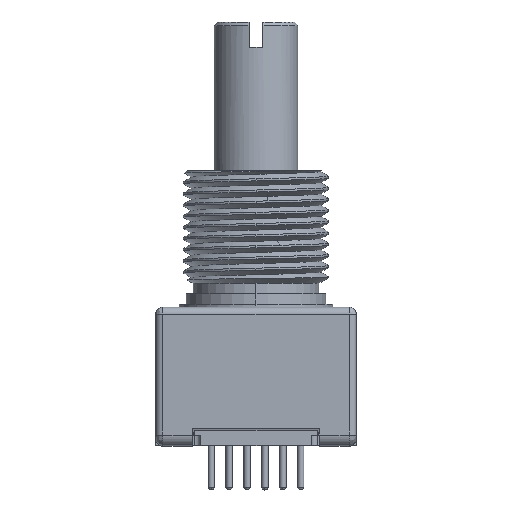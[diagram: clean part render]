
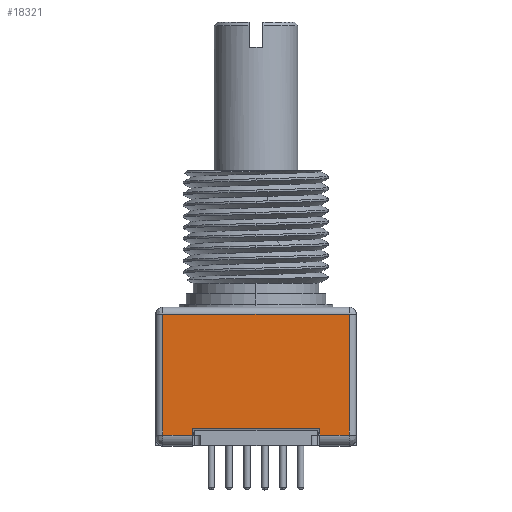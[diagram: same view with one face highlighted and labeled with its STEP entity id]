
A CAD part, top view. The second image highlights one B-rep face of the part: STEP entity #18321.
In plain terms, the highlighted planar face has unit normal (0, 0, 1).
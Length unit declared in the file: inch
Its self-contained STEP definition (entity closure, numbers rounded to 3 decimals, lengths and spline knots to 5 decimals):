
#676 = VERTEX_POINT ( 'NONE', #26859 ) ;
#1934 = DIRECTION ( 'NONE',  ( 0., -1., 0. ) ) ;
#2577 = ORIENTED_EDGE ( 'NONE', *, *, #33926, .F. ) ;
#2817 = FACE_OUTER_BOUND ( 'NONE', #25356, .T. ) ;
#3114 = CARTESIAN_POINT ( 'NONE',  ( -0.27125, 0.01623, 0.315 ) ) ;
#3186 = DIRECTION ( 'NONE',  ( -1., 0., 0. ) ) ;
#5771 = DIRECTION ( 'NONE',  ( -1., 0., 0. ) ) ;
#6014 = DIRECTION ( 'NONE',  ( 1., 0., 0. ) ) ;
#7634 = CARTESIAN_POINT ( 'NONE',  ( -0.26081, 0.023, 0.315 ) ) ;
#7846 = EDGE_CURVE ( 'NONE', #13803, #17420, #17109, .T. ) ;
#7853 = AXIS2_PLACEMENT_3D ( 'NONE', #3114, #23159, #6014 ) ;
#8345 = VERTEX_POINT ( 'NONE', #10350 ) ;
#8635 = VECTOR ( 'NONE', #5771, 39.37008 ) ;
#8943 = CARTESIAN_POINT ( 'NONE',  ( 0.178, 0.023, 0.315 ) ) ;
#9964 = EDGE_CURVE ( 'NONE', #8345, #21270, #31328, .T. ) ;
#10329 = VERTEX_POINT ( 'NONE', #14456 ) ;
#10350 = CARTESIAN_POINT ( 'NONE',  ( 0.178, 0.042, 0.315 ) ) ;
#10450 = CARTESIAN_POINT ( 'NONE',  ( 0.26081, 0.01623, 0.315 ) ) ;
#11962 = LINE ( 'NONE', #16319, #26190 ) ;
#12247 = EDGE_CURVE ( 'NONE', #21519, #10329, #20336, .T. ) ;
#13028 = EDGE_CURVE ( 'NONE', #21519, #18770, #25925, .T. ) ;
#13098 = CARTESIAN_POINT ( 'NONE',  ( -0.178, 0.023, 0.315 ) ) ;
#13270 = CARTESIAN_POINT ( 'NONE',  ( 0.18512, 0.042, 0.315 ) ) ;
#13803 = VERTEX_POINT ( 'NONE', #24316 ) ;
#14456 = CARTESIAN_POINT ( 'NONE',  ( -0.178, 0.042, 0.315 ) ) ;
#15019 = ORIENTED_EDGE ( 'NONE', *, *, #36008, .T. ) ;
#15810 = LINE ( 'NONE', #10450, #30003 ) ;
#16319 = CARTESIAN_POINT ( 'NONE',  ( -0.26081, 0.01623, 0.315 ) ) ;
#17109 = LINE ( 'NONE', #19943, #8635 ) ;
#17420 = VERTEX_POINT ( 'NONE', #22246 ) ;
#17458 = VECTOR ( 'NONE', #3186, 39.37008 ) ;
#18321 = ADVANCED_FACE ( 'NONE', ( #2817 ), #20201, .T. ) ;
#18550 = CARTESIAN_POINT ( 'NONE',  ( -0.178, 0.01623, 0.315 ) ) ;
#18770 = VERTEX_POINT ( 'NONE', #7634 ) ;
#19697 = ORIENTED_EDGE ( 'NONE', *, *, #31849, .F. ) ;
#19789 = LINE ( 'NONE', #13270, #33938 ) ;
#19943 = CARTESIAN_POINT ( 'NONE',  ( -0.27125, 0.36131, 0.315 ) ) ;
#20201 = PLANE ( 'NONE',  #7853 ) ;
#20336 = LINE ( 'NONE', #18550, #30987 ) ;
#20364 = CARTESIAN_POINT ( 'NONE',  ( -0.27125, 0.023, 0.315 ) ) ;
#21270 = VERTEX_POINT ( 'NONE', #8943 ) ;
#21519 = VERTEX_POINT ( 'NONE', #13098 ) ;
#22246 = CARTESIAN_POINT ( 'NONE',  ( -0.26081, 0.36131, 0.315 ) ) ;
#22648 = ORIENTED_EDGE ( 'NONE', *, *, #9964, .T. ) ;
#22926 = VECTOR ( 'NONE', #28956, 39.37008 ) ;
#23082 = ORIENTED_EDGE ( 'NONE', *, *, #32218, .T. ) ;
#23159 = DIRECTION ( 'NONE',  ( 0., 0., 1. ) ) ;
#23858 = LINE ( 'NONE', #28715, #22926 ) ;
#24316 = CARTESIAN_POINT ( 'NONE',  ( 0.26081, 0.36131, 0.315 ) ) ;
#25356 = EDGE_LOOP ( 'NONE', ( #15019, #36089, #30846, #19697, #22648, #2577, #23082, #32303 ) ) ;
#25925 = LINE ( 'NONE', #20364, #17458 ) ;
#26190 = VECTOR ( 'NONE', #1934, 39.37008 ) ;
#26859 = CARTESIAN_POINT ( 'NONE',  ( 0.26081, 0.023, 0.315 ) ) ;
#27295 = DIRECTION ( 'NONE',  ( 0., 1., 0. ) ) ;
#28287 = VECTOR ( 'NONE', #35398, 39.37008 ) ;
#28715 = CARTESIAN_POINT ( 'NONE',  ( -0.27125, 0.023, 0.315 ) ) ;
#28956 = DIRECTION ( 'NONE',  ( -1., 0., 0. ) ) ;
#30003 = VECTOR ( 'NONE', #35969, 39.37008 ) ;
#30846 = ORIENTED_EDGE ( 'NONE', *, *, #12247, .T. ) ;
#30987 = VECTOR ( 'NONE', #27295, 39.37008 ) ;
#31328 = LINE ( 'NONE', #32673, #28287 ) ;
#31849 = EDGE_CURVE ( 'NONE', #8345, #10329, #19789, .T. ) ;
#32218 = EDGE_CURVE ( 'NONE', #676, #13803, #15810, .T. ) ;
#32303 = ORIENTED_EDGE ( 'NONE', *, *, #7846, .T. ) ;
#32673 = CARTESIAN_POINT ( 'NONE',  ( 0.178, 0.01623, 0.315 ) ) ;
#33317 = DIRECTION ( 'NONE',  ( -1., 0., 0. ) ) ;
#33926 = EDGE_CURVE ( 'NONE', #676, #21270, #23858, .T. ) ;
#33938 = VECTOR ( 'NONE', #33317, 39.37008 ) ;
#35398 = DIRECTION ( 'NONE',  ( 0., -1., 0. ) ) ;
#35969 = DIRECTION ( 'NONE',  ( 0., 1., 0. ) ) ;
#36008 = EDGE_CURVE ( 'NONE', #17420, #18770, #11962, .T. ) ;
#36089 = ORIENTED_EDGE ( 'NONE', *, *, #13028, .F. ) ;
